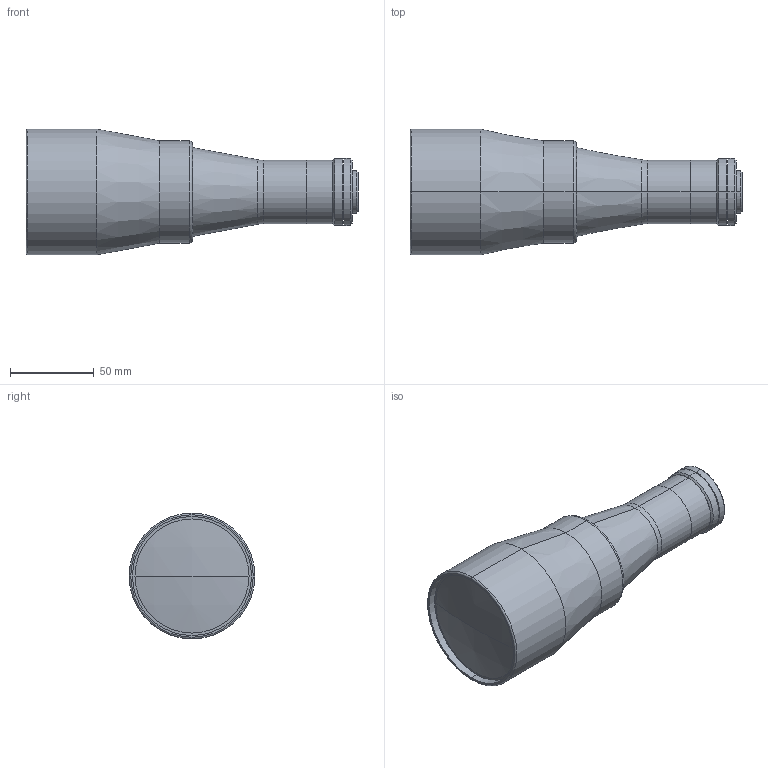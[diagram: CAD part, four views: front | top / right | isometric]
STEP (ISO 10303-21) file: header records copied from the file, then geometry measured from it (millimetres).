
FILE_DESCRIPTION (( 'STEP AP214' ), '1' );
FILE_NAME ('TC UV 2348.STEP', '2013-04-04T17:09:29', ( 'Work' ), ( '' ), 'SwSTEP 2.0', 'SolidWorks 2012', '' );
FILE_SCHEMA (( 'AUTOMOTIVE_DESIGN' ));
Length unit declared in the file: millimetre
Products named in the file (1): TC UV 2348
Bounding box: 198.01 x 75 x 75 mm (x, y, z)
Surface area: 50403.1 mm2 (no closed solid volume)
Topology: 0 solids, 8 shells, 57 faces, 152 edges, 109 vertices
Faces by surface type: cylinder 24, plane 13, cone 12, torus 6, sphere 2
Entity records: 2515 total; most frequent: DIRECTION 384, CARTESIAN_POINT 319, ORIENTED_EDGE 250, AXIS2_PLACEMENT_3D 174, EDGE_CURVE 152, CIRCLE 116, VERTEX_POINT 109, EDGE_LOOP 82
